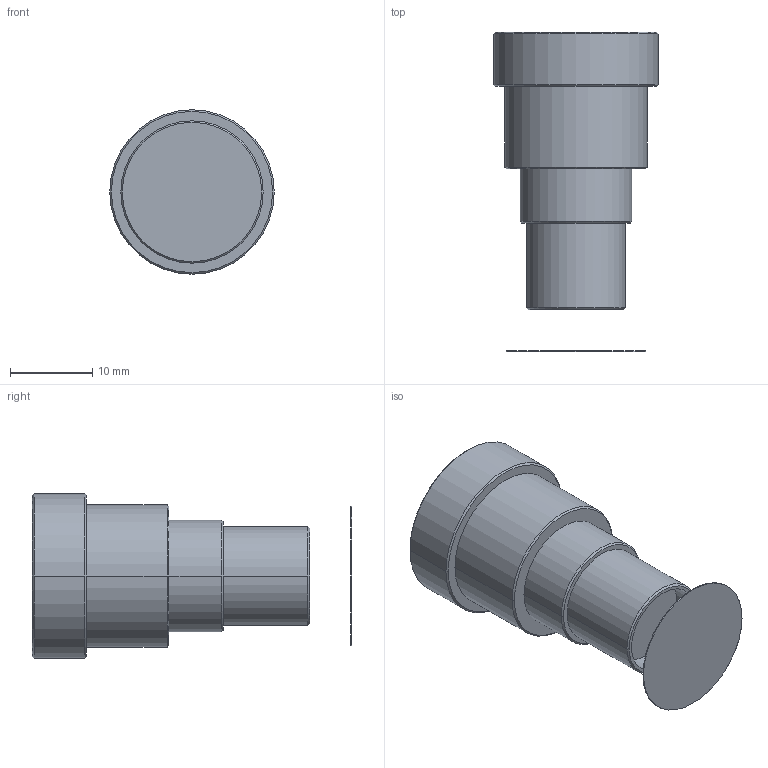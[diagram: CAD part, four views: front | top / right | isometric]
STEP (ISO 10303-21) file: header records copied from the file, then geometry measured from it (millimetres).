
FILE_DESCRIPTION (( 'STEP AP214' ), '1' );
FILE_NAME ('L159-35-M12.STEP', '', ( '' ), ( '' ), '', '', '' );
FILE_SCHEMA (( 'AUTOMOTIVE_DESIGN' ));
Length unit declared in the file: millimetre
Products named in the file (1): L159-35-M12
Bounding box: 20 x 38.82 x 20 mm (x, y, z)
Volume: 6132 mm3; surface area: 2861.5 mm2
Topology: 2 solids, 2 shells, 40 faces, 76 edges, 47 vertices
Faces by surface type: cylinder 18, plane 10, cone 10, sphere 2
Entity records: 1095 total; most frequent: DIRECTION 206, CARTESIAN_POINT 164, ORIENTED_EDGE 152, AXIS2_PLACEMENT_3D 89, EDGE_CURVE 76, CIRCLE 48, EDGE_LOOP 47, VERTEX_POINT 47
